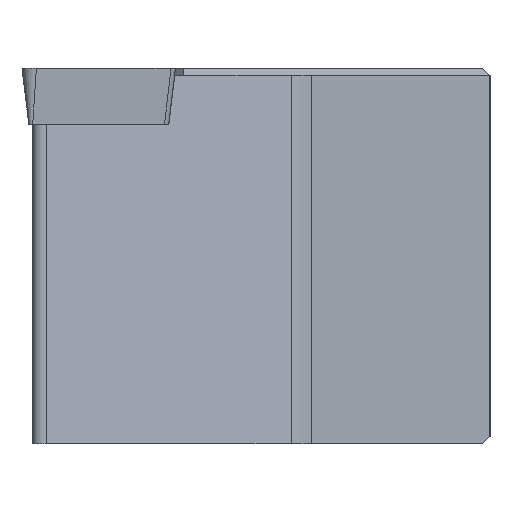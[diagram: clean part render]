
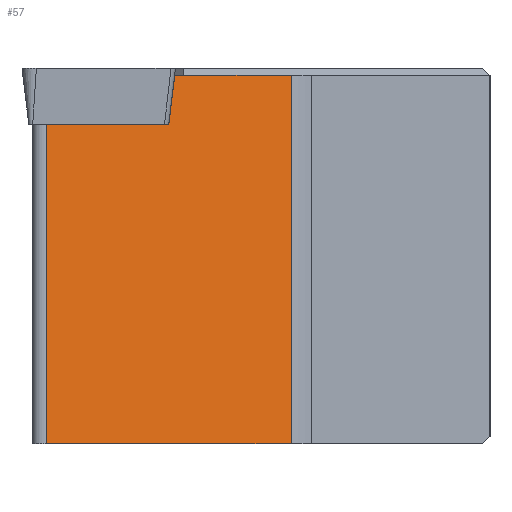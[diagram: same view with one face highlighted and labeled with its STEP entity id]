
A CAD part, left-side view. The second image highlights one B-rep face of the part: STEP entity #57.
In plain terms, the highlighted planar face has unit normal (-0.848, -0.53, 0).
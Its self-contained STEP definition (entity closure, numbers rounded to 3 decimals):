
#57=ADVANCED_FACE('',(#121),#91,.F.);
#91=PLANE('',#652);
#121=FACE_OUTER_BOUND('',#156,.T.);
#156=EDGE_LOOP('',(#217,#218,#219,#220,#221,#222));
#217=ORIENTED_EDGE('',*,*,#436,.F.);
#218=ORIENTED_EDGE('',*,*,#437,.F.);
#219=ORIENTED_EDGE('',*,*,#435,.F.);
#220=ORIENTED_EDGE('',*,*,#438,.F.);
#221=ORIENTED_EDGE('',*,*,#439,.T.);
#222=ORIENTED_EDGE('',*,*,#418,.F.);
#365=VERTEX_POINT('',#864);
#366=VERTEX_POINT('',#866);
#379=VERTEX_POINT('',#896);
#380=VERTEX_POINT('',#898);
#381=VERTEX_POINT('',#902);
#382=VERTEX_POINT('',#905);
#418=EDGE_CURVE('',#365,#366,#502,.T.);
#435=EDGE_CURVE('',#380,#379,#516,.T.);
#436=EDGE_CURVE('',#381,#365,#517,.T.);
#437=EDGE_CURVE('',#379,#381,#518,.T.);
#438=EDGE_CURVE('',#382,#380,#519,.T.);
#439=EDGE_CURVE('',#382,#366,#520,.T.);
#502=LINE('',#865,#574);
#516=LINE('',#899,#588);
#517=LINE('',#901,#589);
#518=LINE('',#903,#590);
#519=LINE('',#904,#591);
#520=LINE('',#906,#592);
#574=VECTOR('',#696,1.);
#588=VECTOR('',#720,1.);
#589=VECTOR('',#723,1.);
#590=VECTOR('',#724,1.);
#591=VECTOR('',#725,1.);
#592=VECTOR('',#726,1.);
#652=AXIS2_PLACEMENT_3D('',#907,#727,#728);
#696=DIRECTION('',(0.53,-0.848,0.));
#720=DIRECTION('',(0.,0.,1.));
#723=DIRECTION('',(0.079,-0.126,0.989));
#724=DIRECTION('',(0.53,-0.848,0.));
#725=DIRECTION('',(-0.53,0.848,0.));
#726=DIRECTION('',(0.,0.,1.));
#727=DIRECTION('',(0.848,0.53,0.));
#728=DIRECTION('',(0.53,-0.848,0.));
#864=CARTESIAN_POINT('',(4.562,13.439,-0.3));
#865=CARTESIAN_POINT('',(1.139,18.917,-0.3));
#866=CARTESIAN_POINT('',(7.659,8.483,-0.3));
#896=CARTESIAN_POINT('',(1.139,18.917,-2.38));
#898=CARTESIAN_POINT('',(1.139,18.917,-16.));
#899=CARTESIAN_POINT('',(1.139,18.917,-30.));
#901=CARTESIAN_POINT('',(2.18,17.252,-30.294));
#902=CARTESIAN_POINT('',(4.397,13.703,-2.38));
#903=CARTESIAN_POINT('',(1.139,18.917,-2.38));
#904=CARTESIAN_POINT('',(1.139,18.917,-16.));
#905=CARTESIAN_POINT('',(7.659,8.483,-16.));
#906=CARTESIAN_POINT('',(7.659,8.483,-30.));
#907=CARTESIAN_POINT('',(1.139,18.917,-30.));
